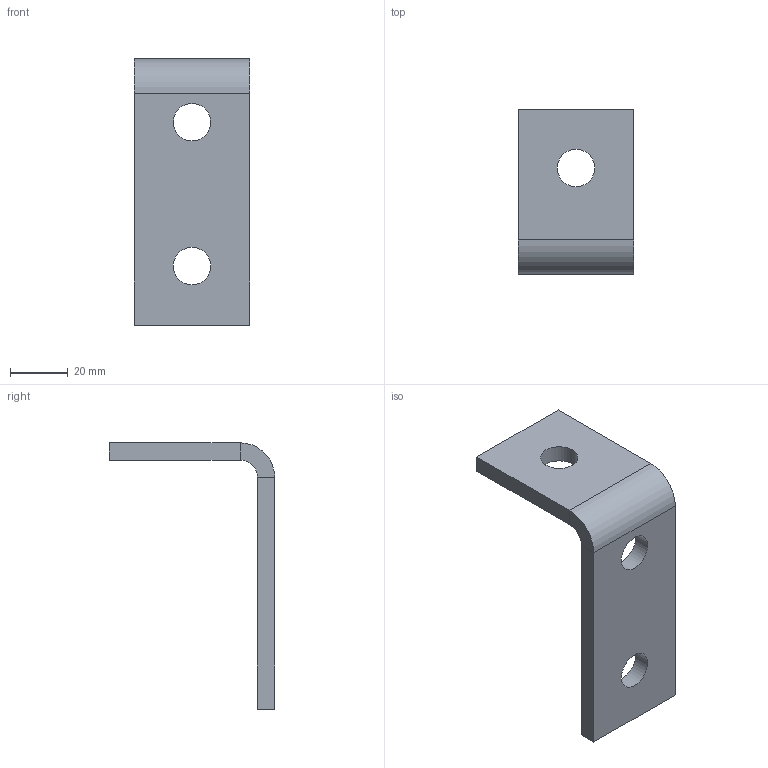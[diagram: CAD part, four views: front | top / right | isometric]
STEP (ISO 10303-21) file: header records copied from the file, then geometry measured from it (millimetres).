
FILE_DESCRIPTION (( 'STEP AP203' ), '1' );
FILE_NAME ('Óãîëîê êðåïåæíûé BMD-10_BMC1012HDZ.STEP', '2012-11-16T13:57:13', ( 'Àñååâ' ), ( '' ), 'SwSTEP 2.0', 'SolidWorks 2012', '' );
FILE_SCHEMA (( 'CONFIG_CONTROL_DESIGN' ));
Length unit declared in the file: millimetre
Products named in the file (1): Óãîëîê êðåïåæíûé BMD-10_BMC1012HDZ
Bounding box: 40 x 57.5 x 92.5 mm (x, y, z)
Volume: 31243.7 mm3; surface area: 13311.4 mm2
Topology: 1 solids, 1 shells, 17 faces, 37 edges, 22 vertices
Faces by surface type: plane 12, cylinder 5
Full cylindrical faces by diameter (mm): 13 x3
Entity records: 531 total; most frequent: DIRECTION 80, CARTESIAN_POINT 74, ORIENTED_EDGE 68, EDGE_CURVE 34, AXIS2_PLACEMENT_3D 28, EDGE_LOOP 26, LINE 24, VECTOR 24
